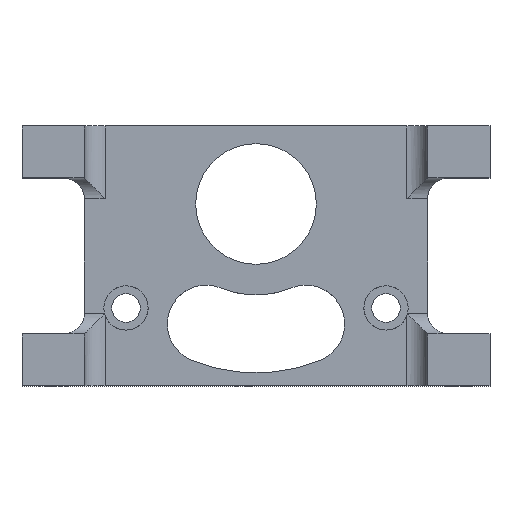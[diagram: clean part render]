
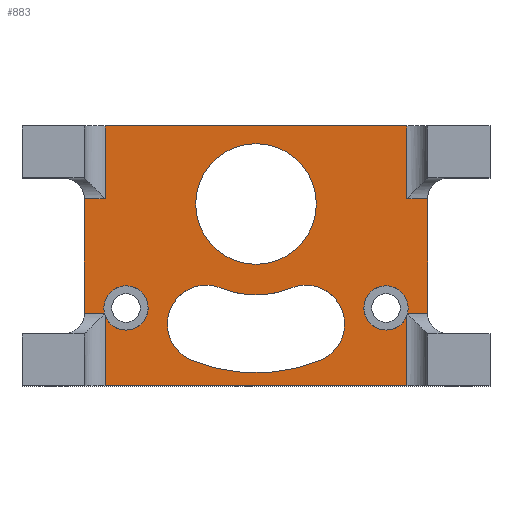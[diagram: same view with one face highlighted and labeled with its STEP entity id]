
A CAD part, top view. The second image highlights one B-rep face of the part: STEP entity #883.
In plain terms, the highlighted planar face has unit normal (0, 0, 1).
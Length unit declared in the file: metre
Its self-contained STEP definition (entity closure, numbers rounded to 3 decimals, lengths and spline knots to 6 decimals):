
#34=PLANE('',#986);
#49=CIRCLE('',#940,0.0075);
#51=CIRCLE('',#943,0.0075);
#72=CIRCLE('',#987,0.0116);
#73=CIRCLE('',#988,0.0175);
#74=CIRCLE('',#989,0.0325);
#75=CIRCLE('',#990,0.00425);
#76=CIRCLE('',#991,0.00425);
#80=LINE('',#1281,#148);
#85=LINE('',#1304,#153);
#90=LINE('',#1329,#158);
#98=LINE('',#1366,#166);
#103=LINE('',#1398,#171);
#106=LINE('',#1408,#174);
#107=LINE('',#1413,#175);
#110=LINE('',#1436,#178);
#140=LINE('',#1508,#208);
#142=LINE('',#1515,#210);
#145=LINE('',#1528,#213);
#146=LINE('',#1530,#214);
#148=VECTOR('',#1017,1.);
#153=VECTOR('',#1032,1.);
#158=VECTOR('',#1049,1.);
#166=VECTOR('',#1071,1.);
#171=VECTOR('',#1104,1.);
#174=VECTOR('',#1113,1.);
#175=VECTOR('',#1118,1.);
#178=VECTOR('',#1125,1.);
#208=VECTOR('',#1199,1.);
#210=VECTOR('',#1207,1.);
#213=VECTOR('',#1224,1.);
#214=VECTOR('',#1227,1.);
#400=ORIENTED_EDGE('',*,*,#574,.F.);
#401=ORIENTED_EDGE('',*,*,#575,.F.);
#402=ORIENTED_EDGE('',*,*,#506,.F.);
#403=ORIENTED_EDGE('',*,*,#576,.F.);
#404=ORIENTED_EDGE('',*,*,#502,.F.);
#405=ORIENTED_EDGE('',*,*,#577,.F.);
#406=ORIENTED_EDGE('',*,*,#495,.T.);
#407=ORIENTED_EDGE('',*,*,#572,.T.);
#408=ORIENTED_EDGE('',*,*,#471,.T.);
#409=ORIENTED_EDGE('',*,*,#509,.T.);
#410=ORIENTED_EDGE('',*,*,#564,.T.);
#411=ORIENTED_EDGE('',*,*,#514,.T.);
#412=ORIENTED_EDGE('',*,*,#462,.T.);
#413=ORIENTED_EDGE('',*,*,#573,.T.);
#414=ORIENTED_EDGE('',*,*,#481,.T.);
#415=ORIENTED_EDGE('',*,*,#578,.F.);
#416=ORIENTED_EDGE('',*,*,#516,.T.);
#417=ORIENTED_EDGE('',*,*,#560,.T.);
#418=ORIENTED_EDGE('',*,*,#522,.T.);
#462=EDGE_CURVE('',#582,#584,#80,.T.);
#471=EDGE_CURVE('',#589,#592,#85,.T.);
#481=EDGE_CURVE('',#597,#601,#90,.T.);
#495=EDGE_CURVE('',#614,#608,#98,.T.);
#502=EDGE_CURVE('',#620,#621,#49,.T.);
#506=EDGE_CURVE('',#624,#625,#51,.T.);
#509=EDGE_CURVE('',#592,#627,#103,.T.);
#514=EDGE_CURVE('',#630,#582,#106,.T.);
#516=EDGE_CURVE('',#633,#631,#107,.T.);
#522=EDGE_CURVE('',#635,#636,#110,.T.);
#560=EDGE_CURVE('',#631,#635,#140,.T.);
#564=EDGE_CURVE('',#627,#630,#142,.T.);
#572=EDGE_CURVE('',#608,#589,#145,.T.);
#573=EDGE_CURVE('',#584,#597,#146,.T.);
#574=EDGE_CURVE('',#662,#662,#72,.T.);
#575=EDGE_CURVE('',#625,#620,#73,.T.);
#576=EDGE_CURVE('',#621,#624,#74,.T.);
#577=EDGE_CURVE('',#614,#636,#75,.T.);
#578=EDGE_CURVE('',#633,#601,#76,.T.);
#582=VERTEX_POINT('',#1276);
#584=VERTEX_POINT('',#1280);
#589=VERTEX_POINT('',#1298);
#592=VERTEX_POINT('',#1303);
#597=VERTEX_POINT('',#1321);
#601=VERTEX_POINT('',#1328);
#608=VERTEX_POINT('',#1349);
#614=VERTEX_POINT('',#1367);
#620=VERTEX_POINT('',#1382);
#621=VERTEX_POINT('',#1384);
#624=VERTEX_POINT('',#1391);
#625=VERTEX_POINT('',#1393);
#627=VERTEX_POINT('',#1399);
#630=VERTEX_POINT('',#1406);
#631=VERTEX_POINT('',#1411);
#633=VERTEX_POINT('',#1414);
#635=VERTEX_POINT('',#1426);
#636=VERTEX_POINT('',#1435);
#662=VERTEX_POINT('',#1533);
#720=EDGE_LOOP('',(#400));
#721=EDGE_LOOP('',(#401,#402,#403,#404));
#722=EDGE_LOOP('',(#405,#406,#407,#408,#409,#410,#411,#412,#413,#414,#415,
#416,#417,#418));
#794=FACE_BOUND('',#720,.T.);
#795=FACE_BOUND('',#721,.T.);
#796=FACE_BOUND('',#722,.T.);
#883=ADVANCED_FACE('',(#794,#795,#796),#34,.T.);
#940=AXIS2_PLACEMENT_3D('',#1383,#1089,#1090);
#943=AXIS2_PLACEMENT_3D('',#1392,#1097,#1098);
#986=AXIS2_PLACEMENT_3D('',#1531,#1228,#1229);
#987=AXIS2_PLACEMENT_3D('',#1532,#1230,#1231);
#988=AXIS2_PLACEMENT_3D('',#1534,#1232,#1233);
#989=AXIS2_PLACEMENT_3D('',#1535,#1234,#1235);
#990=AXIS2_PLACEMENT_3D('',#1536,#1236,#1237);
#991=AXIS2_PLACEMENT_3D('',#1537,#1238,#1239);
#1017=DIRECTION('',(-1.,0.,0.));
#1032=DIRECTION('',(-1.,0.,0.));
#1049=DIRECTION('',(1.,0.,0.));
#1071=DIRECTION('',(1.,0.,0.));
#1089=DIRECTION('',(0.,0.,1.));
#1090=DIRECTION('',(0.,-1.,0.));
#1097=DIRECTION('',(0.,0.,1.));
#1098=DIRECTION('',(0.,1.,0.));
#1104=DIRECTION('',(0.,1.,0.));
#1113=DIRECTION('',(0.,-1.,0.));
#1118=DIRECTION('',(0.,-1.,0.));
#1125=DIRECTION('',(0.,1.,0.));
#1199=DIRECTION('',(1.,0.,0.));
#1207=DIRECTION('',(-1.,0.,0.));
#1224=DIRECTION('',(0.,1.,0.));
#1227=DIRECTION('',(0.,-1.,0.));
#1228=DIRECTION('',(0.,0.,1.));
#1229=DIRECTION('',(0.,-1.,0.));
#1230=DIRECTION('',(0.,0.,1.));
#1231=DIRECTION('',(0.,-1.,0.));
#1232=DIRECTION('',(0.,0.,-1.));
#1233=DIRECTION('',(0.,-1.,0.));
#1234=DIRECTION('',(0.,0.,1.));
#1235=DIRECTION('',(0.,-1.,0.));
#1236=DIRECTION('',(0.,0.,1.));
#1237=DIRECTION('',(0.,-1.,0.));
#1238=DIRECTION('',(0.,0.,1.));
#1239=DIRECTION('',(0.,-1.,0.));
#1276=CARTESIAN_POINT('',(-0.029,0.001,0.008));
#1280=CARTESIAN_POINT('',(-0.033,0.001,0.008));
#1281=CARTESIAN_POINT('',(0.,0.001,0.008));
#1298=CARTESIAN_POINT('',(0.033,0.001,0.008));
#1303=CARTESIAN_POINT('',(0.029,0.001,0.008));
#1304=CARTESIAN_POINT('',(0.,0.001,0.008));
#1321=CARTESIAN_POINT('',(-0.033,-0.021,0.008));
#1328=CARTESIAN_POINT('',(-0.029131,-0.021,0.008));
#1329=CARTESIAN_POINT('',(0.,-0.021,0.008));
#1349=CARTESIAN_POINT('',(0.033,-0.021,0.008));
#1366=CARTESIAN_POINT('',(0.,-0.021,0.008));
#1367=CARTESIAN_POINT('',(0.029131,-0.021,0.008));
#1382=CARTESIAN_POINT('',(-0.006697,-0.016168,0.008));
#1383=CARTESIAN_POINT('',(-0.009567,-0.023097,0.008));
#1384=CARTESIAN_POINT('',(-0.012437,-0.030026,0.008));
#1391=CARTESIAN_POINT('',(0.012437,-0.030026,0.008));
#1392=CARTESIAN_POINT('',(0.009567,-0.023097,0.008));
#1393=CARTESIAN_POINT('',(0.006697,-0.016168,0.008));
#1398=CARTESIAN_POINT('',(0.029,0.015,0.008));
#1399=CARTESIAN_POINT('',(0.029,0.015,0.008));
#1406=CARTESIAN_POINT('',(-0.029,0.015,0.008));
#1408=CARTESIAN_POINT('',(-0.029,0.,0.008));
#1411=CARTESIAN_POINT('',(-0.029,-0.035,0.008));
#1413=CARTESIAN_POINT('',(-0.029,0.,0.008));
#1414=CARTESIAN_POINT('',(-0.029,-0.021436,0.008));
#1426=CARTESIAN_POINT('',(0.029,-0.035,0.008));
#1435=CARTESIAN_POINT('',(0.029,-0.021436,0.008));
#1436=CARTESIAN_POINT('',(0.029,0.,0.008));
#1508=CARTESIAN_POINT('',(-0.033,-0.035,0.008));
#1515=CARTESIAN_POINT('',(0.033,0.015,0.008));
#1528=CARTESIAN_POINT('',(0.033,-0.035,0.008));
#1530=CARTESIAN_POINT('',(-0.033,-0.035,0.008));
#1531=CARTESIAN_POINT('',(0.,0.,0.008));
#1532=CARTESIAN_POINT('',(0.,0.,0.008));
#1533=CARTESIAN_POINT('',(0.,-0.0116,0.008));
#1534=CARTESIAN_POINT('',(0.,0.,0.008));
#1535=CARTESIAN_POINT('',(0.,0.,0.008));
#1536=CARTESIAN_POINT('',(0.025,-0.02,0.008));
#1537=CARTESIAN_POINT('',(-0.025,-0.02,0.008));
